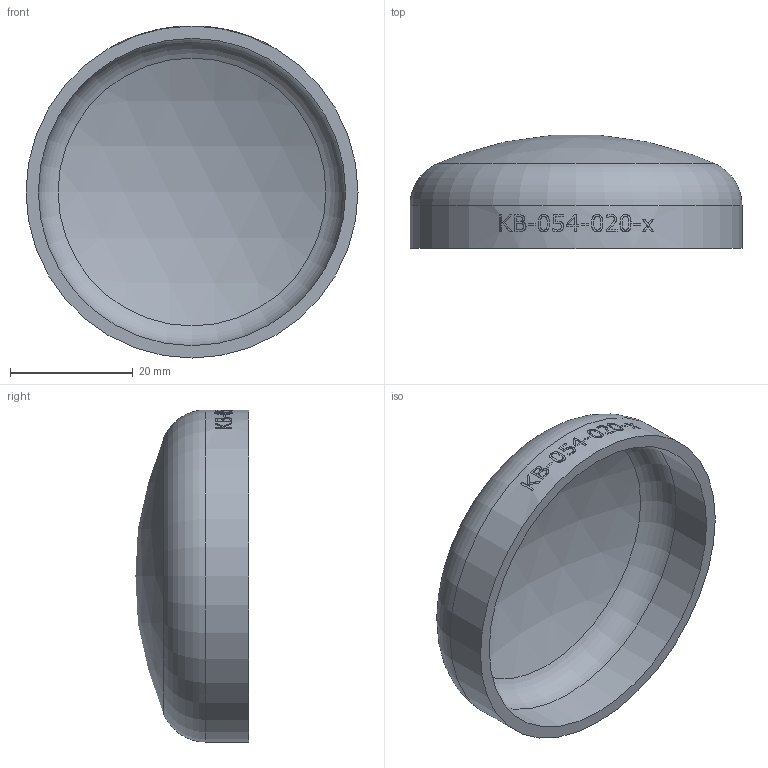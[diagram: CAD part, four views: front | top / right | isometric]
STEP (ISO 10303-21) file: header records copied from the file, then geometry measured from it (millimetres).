
FILE_DESCRIPTION (( 'STEP AP214' ), '1' );
FILE_NAME ('KB-054-020-x Klöpperboden 2001.STEP', '2020-01-28T12:50:59', ( '' ), ( '' ), 'SwSTEP 2.0', 'SolidWorks 2016', '' );
FILE_SCHEMA (( 'AUTOMOTIVE_DESIGN' ));
Length unit declared in the file: millimetre
Products named in the file (1): KB-054-020-x Klöpperboden 2001
Bounding box: 54 x 18.39 x 54 mm (x, y, z)
Volume: 7805.2 mm3; surface area: 8151.5 mm2
Topology: 1 solids, 1 shells, 169 faces, 442 edges, 294 vertices
Faces by surface type: bspline 86, plane 59, cylinder 20, torus 2, sphere 2
Full cylindrical faces by diameter (mm): 50 x1, 54 x1
Entity records: 16635 total; most frequent: CARTESIAN_POINT 11465, ORIENTED_EDGE 876, EDGE_CURVE 438, DIRECTION 401, VERTEX_POINT 294, B_SPLINE_CURVE_WITH_KNOTS 275, EDGE_LOOP 192, FACE_OUTER_BOUND 173
